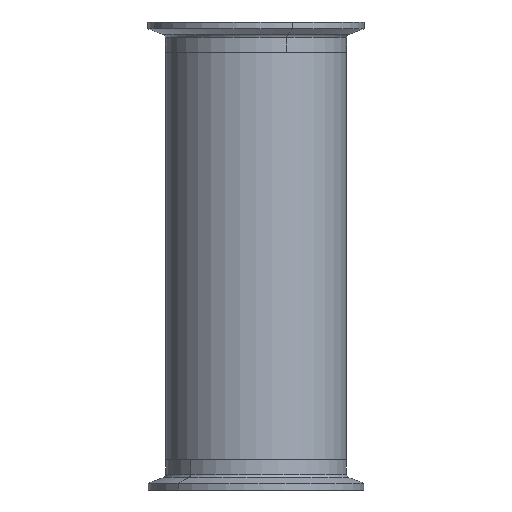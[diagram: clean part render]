
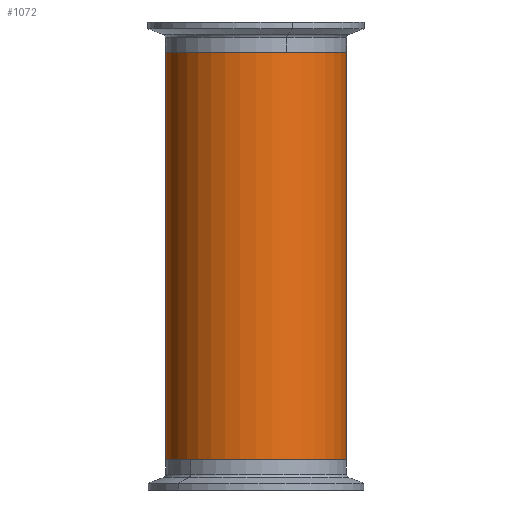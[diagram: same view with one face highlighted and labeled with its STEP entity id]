
A CAD part, front view. The second image highlights one B-rep face of the part: STEP entity #1072.
In plain terms, the highlighted cylindrical face has radius 38.1 mm (diameter 76.2 mm), a partial arc.
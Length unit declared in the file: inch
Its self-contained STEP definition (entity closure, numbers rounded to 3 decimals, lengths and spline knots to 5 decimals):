
#28 = DIRECTION ( 'NONE',  ( -1., 0., 0. ) ) ;
#134 = DIRECTION ( 'NONE',  ( 0., 0., 1. ) ) ;
#135 = VECTOR ( 'NONE', #1154, 39.37008 ) ;
#193 = CYLINDRICAL_SURFACE ( 'NONE', #1567, 1.5 ) ;
#332 = ORIENTED_EDGE ( 'NONE', *, *, #1972, .T. ) ;
#425 = CARTESIAN_POINT ( 'NONE',  ( 1.5, 0., 3.37402 ) ) ;
#453 = VECTOR ( 'NONE', #1819, 39.37008 ) ;
#592 = CARTESIAN_POINT ( 'NONE',  ( -1.5, 0., 3.37402 ) ) ;
#655 = CARTESIAN_POINT ( 'NONE',  ( 0., 0., -3.37402 ) ) ;
#678 = EDGE_CURVE ( 'NONE', #1299, #1997, #2929, .T. ) ;
#780 = CIRCLE ( 'NONE', #3005, 1.5 ) ;
#818 = CARTESIAN_POINT ( 'NONE',  ( -1.5, 0., -3.37402 ) ) ;
#880 = ORIENTED_EDGE ( 'NONE', *, *, #678, .F. ) ;
#895 = CARTESIAN_POINT ( 'NONE',  ( 1.5, 0., 3.37402 ) ) ;
#910 = DIRECTION ( 'NONE',  ( 0., 0., 1. ) ) ;
#929 = CARTESIAN_POINT ( 'NONE',  ( -1.5, 0., 3.37402 ) ) ;
#1070 = ORIENTED_EDGE ( 'NONE', *, *, #2580, .T. ) ;
#1072 = ADVANCED_FACE ( 'NONE', ( #1688 ), #193, .T. ) ;
#1082 = LINE ( 'NONE', #592, #453 ) ;
#1118 = EDGE_LOOP ( 'NONE', ( #1847, #880, #1070, #332 ) ) ;
#1154 = DIRECTION ( 'NONE',  ( 0., 0., -1. ) ) ;
#1294 = CARTESIAN_POINT ( 'NONE',  ( 0., 0., 3.37402 ) ) ;
#1299 = VERTEX_POINT ( 'NONE', #929 ) ;
#1367 = AXIS2_PLACEMENT_3D ( 'NONE', #1294, #134, #2055 ) ;
#1411 = EDGE_CURVE ( 'NONE', #1997, #1735, #1490, .T. ) ;
#1490 = LINE ( 'NONE', #895, #135 ) ;
#1567 = AXIS2_PLACEMENT_3D ( 'NONE', #1917, #2609, #28 ) ;
#1644 = DIRECTION ( 'NONE',  ( 1., 0., 0. ) ) ;
#1688 = FACE_OUTER_BOUND ( 'NONE', #1118, .T. ) ;
#1735 = VERTEX_POINT ( 'NONE', #1797 ) ;
#1762 = VERTEX_POINT ( 'NONE', #818 ) ;
#1797 = CARTESIAN_POINT ( 'NONE',  ( 1.5, 0., -3.37402 ) ) ;
#1819 = DIRECTION ( 'NONE',  ( 0., 0., -1. ) ) ;
#1847 = ORIENTED_EDGE ( 'NONE', *, *, #1411, .F. ) ;
#1917 = CARTESIAN_POINT ( 'NONE',  ( 0., 0., 3.37402 ) ) ;
#1972 = EDGE_CURVE ( 'NONE', #1762, #1735, #780, .T. ) ;
#1997 = VERTEX_POINT ( 'NONE', #425 ) ;
#2055 = DIRECTION ( 'NONE',  ( 1., 0., 0. ) ) ;
#2580 = EDGE_CURVE ( 'NONE', #1299, #1762, #1082, .T. ) ;
#2609 = DIRECTION ( 'NONE',  ( 0., 0., -1. ) ) ;
#2929 = CIRCLE ( 'NONE', #1367, 1.5 ) ;
#3005 = AXIS2_PLACEMENT_3D ( 'NONE', #655, #910, #1644 ) ;
